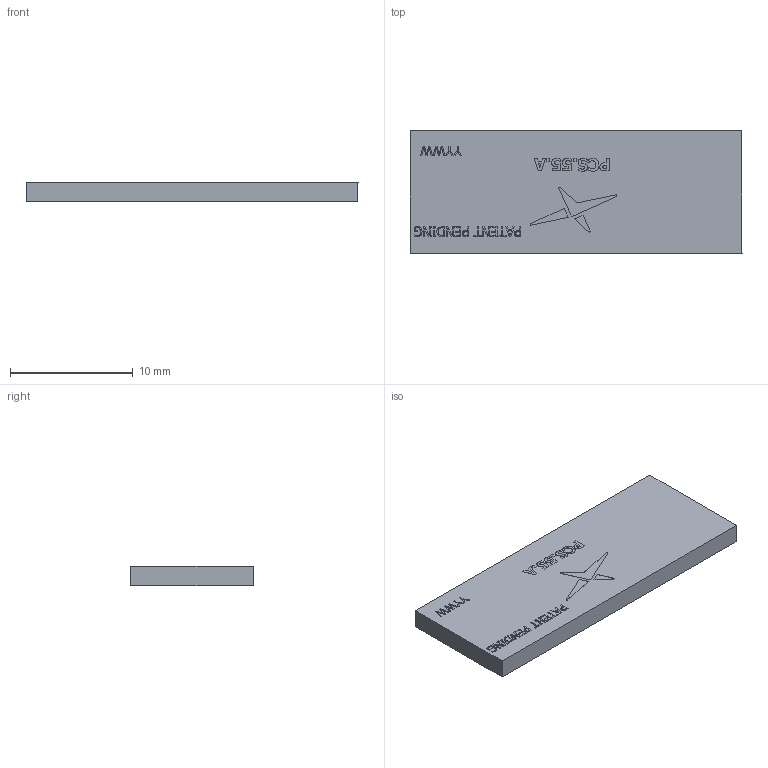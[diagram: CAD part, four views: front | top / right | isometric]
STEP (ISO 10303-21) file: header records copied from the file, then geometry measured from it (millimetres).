
FILE_DESCRIPTION (( 'STEP AP214' ), '1' );
FILE_NAME ('PCS.55.A.Web Test 1.STEP', '2022-12-07T18:24:39', ( '' ), ( '' ), 'SwSTEP 2.0', 'SolidWorks 2018', '' );
FILE_SCHEMA (( 'AUTOMOTIVE_DESIGN' ));
Length unit declared in the file: millimetre
Products named in the file (1): PCS.55.A.Web Test 1
Bounding box: 27.01 x 10.01 x 1.61 mm (x, y, z)
Volume: 432.1 mm3; surface area: 659.6 mm2
Topology: 4 solids, 4 shells, 1157 faces, 3518 edges, 2403 vertices
Faces by surface type: plane 1045, bspline 104, cylinder 8
Entity records: 55189 total; most frequent: CARTESIAN_POINT 11415, ORIENTED_EDGE 7036, DIRECTION 5435, EDGE_CURVE 3518, LINE 3293, VECTOR 3293, VERTEX_POINT 2403, EDGE_LOOP 1191
